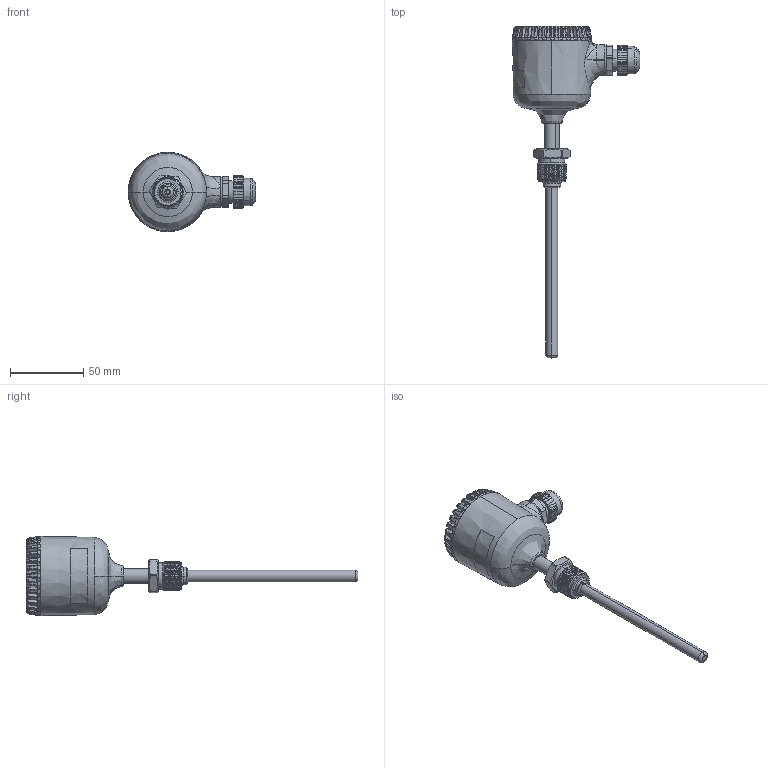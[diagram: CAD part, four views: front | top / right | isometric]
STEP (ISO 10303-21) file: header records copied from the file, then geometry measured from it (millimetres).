
FILE_DESCRIPTION (( 'STEP AP214' ), '1' );
FILE_NAME ('ﾄﾒﾑ335ﾌ-50ﾌ-0,5.120ﾈ[2].STEP', '2020-03-02T12:12:27', ( '' ), ( '' ), 'SwSTEP 2.0', 'SolidWorks 2019', '' );
FILE_SCHEMA (( 'AUTOMOTIVE_DESIGN' ));
Length unit declared in the file: millimetre
Products named in the file (33): ____.712521.420.1414.STEP; ______-0.STEP; ﾄﾒﾑ405ﾌ-100.STEP; _____ (2055)____ 731153.420.2055(___3.______)^___-3.00.1.2(______ ______).STEP; ______ _ _____.__..STEP; _____ -______9^_____ FrontFoil____-3.00.1.2(______ ______).STEP; ___-3.00.1.2(______ ______).STEP; _____ -______6^_____ FrontFoil____-3.00.1.2(______ ______).STEP; Òðóáêà ä10 ÄÒÑ335Ì-50Ì-0,5.120È[2]; _________2.STEP; _____ -______8^_____ FrontFoil____-3.00.1.2(______ ______).STEP; _____ T_______(__ _________)^___-3.00.1.2(______ ______).STEP; ____.STEP; Ïåðåõîä 1ê1 ÄÒÑ335Ì; ______ _2.STEP; _____ -______2^___-3.00.1.2(______ ______).STEP; Òðóáêà ä8  ÄÒÑ335Ì-50Ì-0,5.120È[2]; _____ (2054)____ 731153.420.2054(___3. _________)^___-3.00.1.2(______ ______).STEP; (068)ﾊﾓﾂﾔ.711141.430.068 ﾄﾒﾑ335ﾌ-50ﾌ-0,5.120ﾈ[2]; _____ Vint^___-3.00.1.2(______ ______).STEP; Äàò÷èê ÄÒÑ335Ì-50Ì-0,5.120È[2]; êàáåëü ÄÒÑ335Ì-50Ì-0,5.120È[2]; _________.STEP; _____ FrontFoil^___-3.00.1.2(______ ______).STEP; Ãàéêà 22 íà 10; _____ -______7^_____ FrontFoil____-3.00.1.2(______ ______).STEP; _____ -______4^_____ FrontFoil____-3.00.1.2(______ ______).STEP; ______.STEP; _____ -______5^_____ FrontFoil____-3.00.1.2(______ ______).STEP; _____ -______3^_____ FrontFoil____-3.00.1.2(______ ______).STEP; ﾄﾒﾑ335ﾌ-50ﾌ-0,5.120ﾈ[2]; _________1.STEP; slotted capstan screw_din_DIN 404 M4 x 5 --- 5N.STEP
Assembly tree (42 placements, depth 5):
  ﾄﾒﾑ335ﾌ-50ﾌ-0,5.120ﾈ[2]
    ﾄﾒﾑ405ﾌ-100.STEP
      ___-3.00.1.2(______ ______).STEP
        _____ FrontFoil^___-3.00.1.2(______ ______).STEP
          _____ -______3^_____ FrontFoil____-3.00.1.2(______ ______).STEP
          _____ -______4^_____ FrontFoil____-3.00.1.2(______ ______).STEP
          _____ -______5^_____ FrontFoil____-3.00.1.2(______ ______).STEP
          _____ -______6^_____ FrontFoil____-3.00.1.2(______ ______).STEP
          _____ -______7^_____ FrontFoil____-3.00.1.2(______ ______).STEP
          _____ -______8^_____ FrontFoil____-3.00.1.2(______ ______).STEP
          _____ -______9^_____ FrontFoil____-3.00.1.2(______ ______).STEP
        _____ (2055)____ 731153.420.2055(___3.______)^___-3.00.1.2(______ ______).STEP
        _____ (2054)____ 731153.420.2054(___3. _________)^___-3.00.1.2(______ ______).STEP
        _____ T_______(__ _________)^___-3.00.1.2(______ ______).STEP  x2
        _____ Vint^___-3.00.1.2(______ ______).STEP  x2
        _____ -______2^___-3.00.1.2(______ ______).STEP
      ______.STEP
      _________.STEP
      _________1.STEP
      _________2.STEP
      ____.712521.420.1414.STEP
      slotted capstan screw_din_DIN 404 M4 x 5 --- 5N.STEP  x2
      ______ _2.STEP
      ______ _ _____.__..STEP  x2
      ______-0.STEP  x4
      ____.STEP  x4
    Òðóáêà ä10 ÄÒÑ335Ì-50Ì-0,5.120È[2]
    Ãàéêà 22 íà 10
    (068)ﾊﾓﾂﾔ.711141.430.068 ﾄﾒﾑ335ﾌ-50ﾌ-0,5.120ﾈ[2]
    Ïåðåõîä 1ê1 ÄÒÑ335Ì
    Òðóáêà ä8  ÄÒÑ335Ì-50Ì-0,5.120È[2]
    Äàò÷èê ÄÒÑ335Ì-50Ì-0,5.120È[2]
    êàáåëü ÄÒÑ335Ì-50Ì-0,5.120È[2]
Bounding box: 86.94 x 226.2 x 54 mm (x, y, z)
Volume: 61304.6 mm3; surface area: 69804 mm2
Topology: 41 solids, 41 shells, 3114 faces, 8319 edges, 5360 vertices
Faces by surface type: plane 1440, bspline 693, cylinder 621, cone 322, torus 30, sphere 8
Entity records: 129349 total; most frequent: CARTESIAN_POINT 63675, ORIENTED_EDGE 15020, DIRECTION 11298, EDGE_CURVE 7510, VERTEX_POINT 4848, AXIS2_PLACEMENT_3D 3825, LINE 3648, VECTOR 3648
